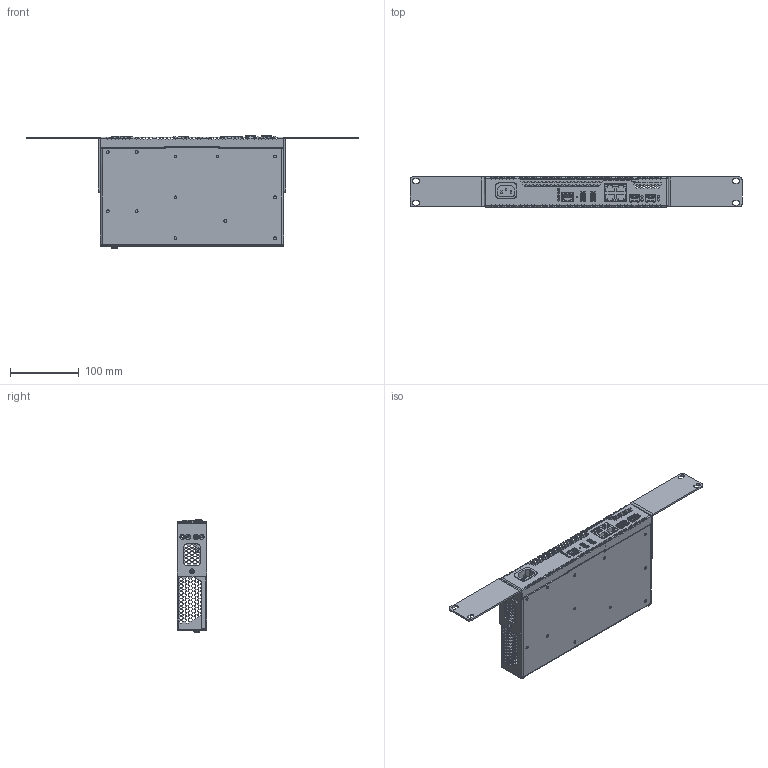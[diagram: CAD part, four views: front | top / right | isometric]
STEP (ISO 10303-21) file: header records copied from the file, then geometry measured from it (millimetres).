
FILE_DESCRIPTION (( 'STEP AP214' ), '1' );
FILE_NAME ('ESR-15R.STEP', '2024-12-20T06:00:06', ( '' ), ( '' ), 'SwSTEP 2.0', 'SolidWorks 2023', '' );
FILE_SCHEMA (( 'AUTOMOTIVE_DESIGN' ));
Length unit declared in the file: millimetre
Products named in the file (21): __SFP_CAGE_1X1_SFP_CAGE_1X1; __ESR-15R.1v0(0).19.1.000_for assambley; __A1844_A1844_A1844  (model); __FLANGE.01.002.XXX_RAL7035; __RJ45_2X2_LED_RJ45_2X2_LED_U59(311-09)G8-28-2622-C12; __ПП spm35-220x12 rev.b (1v0); __RJ45_1X1_SH_RJ45_1X1_SH_3019AB5611(KINSUN); __SC9R1_SC9R1; __DIN7985 M4_DIN7985 M4x10; __SWT42_SWT42_SWT-42-4.3; __Plate spm35-220x12 rev.b (1v0)_no ware; __ESR-15R.1v0(0).19.1.031; __USBV_USBV; ESR-15R; __ESR-15R.1v0(0).19.1.021; __ESR-15R.1v0(0).19.1.011; __ПП esr-15r (1v3); __ESR-15R.1v0(0).19.1.010; __55307XXF_55307XXF_Dialight 55307XXF v2; __DIN6798 А_DIN 6798A-4.3; __ESR-15R.1v0(0).19.1.030
Assembly tree (24 placements, depth 4):
  ESR-15R
    __ПП esr-15r (1v3)
      __SFP_CAGE_1X1_SFP_CAGE_1X1  x2
      __RJ45_2X2_LED_RJ45_2X2_LED_U59(311-09)G8-28-2622-C12
      __USBV_USBV  x2
      __55307XXF_55307XXF_Dialight 55307XXF v2  x2
      __A1844_A1844_A1844  (model)
      __SWT42_SWT42_SWT-42-4.3
      __RJ45_1X1_SH_RJ45_1X1_SH_3019AB5611(KINSUN)
    __Plate spm35-220x12 rev.b (1v0)_no ware
      __ПП spm35-220x12 rev.b (1v0)
        __SC9R1_SC9R1
    __ESR-15R.1v0(0).19.1.000_for assambley
      __ESR-15R.1v0(0).19.1.010
        __ESR-15R.1v0(0).19.1.011
      __ESR-15R.1v0(0).19.1.021
      __ESR-15R.1v0(0).19.1.030
        __ESR-15R.1v0(0).19.1.031
      __FLANGE.01.002.XXX_RAL7035  x2
    __DIN6798 А_DIN 6798A-4.3
    __DIN7985 M4_DIN7985 M4x10
Bounding box: 482.6 x 43.6 x 165.22 mm (x, y, z)
Volume: 192564.2 mm3; surface area: 320898.4 mm2
Topology: 29 solids, 29 shells, 8909 faces, 25866 edges, 16853 vertices
Faces by surface type: plane 7444, cylinder 1235, cone 118, bspline 84, torus 26, sphere 2
Entity records: 249242 total; most frequent: CARTESIAN_POINT 46193, ORIENTED_EDGE 43564, DIRECTION 38554, EDGE_CURVE 21782, LINE 19550, VECTOR 19550, VERTEX_POINT 14177, AXIS2_PLACEMENT_3D 9502
